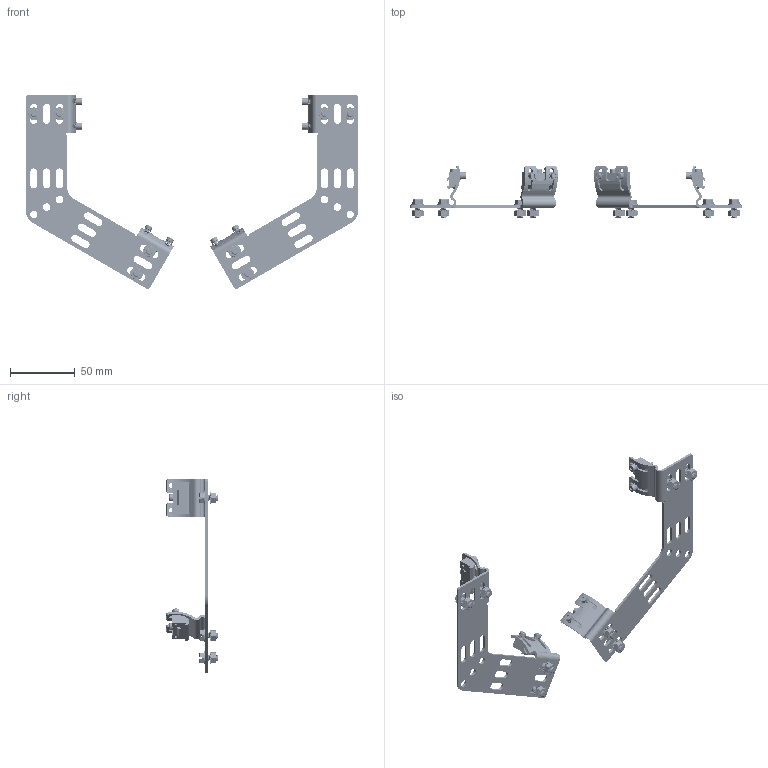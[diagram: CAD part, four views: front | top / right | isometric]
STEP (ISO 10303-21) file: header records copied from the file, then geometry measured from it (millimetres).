
FILE_DESCRIPTION((''),'2;1');
FILE_NAME('147231_ASM','2019-04-04T10:38:55',('pdmadmin'),('BANNER ENGINEERING'),'CREO PARAMETRIC BY PTC INC, 2018300','CREO PARAMETRIC BY PTC INC, 2018300','');
FILE_SCHEMA(('CONFIG_CONTROL_DESIGN'));
Length unit declared in the file: inch
Products named in the file (13): 142170; 144417; 58892; 119057; 159330; 168324; 168324_WASHER_LOCK; 168324_WASHER_FLAT; 168324_ASM; 159329; 123308; 82847_ASM; 147231_ASM
Assembly tree (42 placements, depth 4):
  147231_ASM
    82847_ASM
      142170
      144417
      58892  x8
      119057  x8
      159330  x4
      168324_ASM  x8
        168324
        168324_WASHER_LOCK
        168324_WASHER_FLAT
      159329  x4
      123308  x4
Bounding box: 257 x 40.6 x 150.02 mm (x, y, z)
Volume: 38148.6 mm3; surface area: 50676.1 mm2
Topology: 54 solids, 74 shells, 3136 faces, 8480 edges, 5476 vertices
Faces by surface type: cylinder 1476, plane 1304, bspline 200, cone 140, torus 16
Entity records: 40697 total; most frequent: CARTESIAN_POINT 22408, ORIENTED_EDGE 3890, DIRECTION 3518, EDGE_CURVE 1953, VERTEX_POINT 1263, AXIS2_PLACEMENT_3D 1231, VECTOR 1056, LINE 1056
